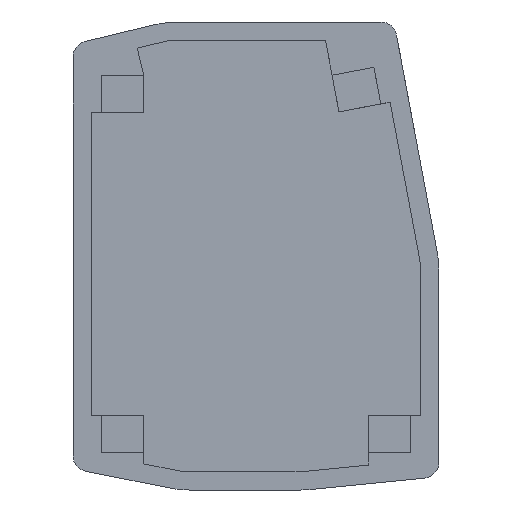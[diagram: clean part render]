
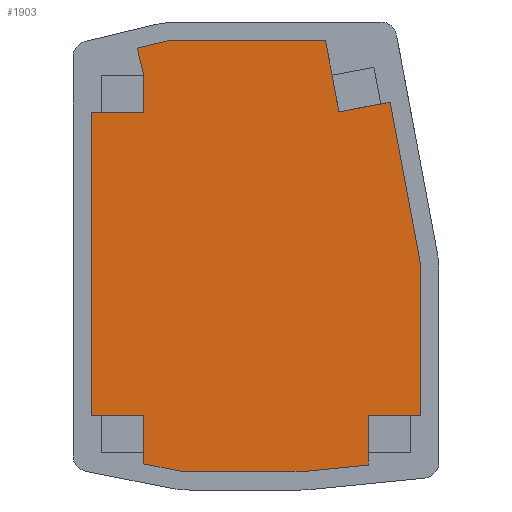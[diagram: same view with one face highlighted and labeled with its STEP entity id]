
A CAD part, front view. The second image highlights one B-rep face of the part: STEP entity #1903.
In plain terms, the highlighted planar face has unit normal (0, -1, 0).
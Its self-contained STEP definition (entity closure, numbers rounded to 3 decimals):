
#134=FACE_OUTER_BOUND('',#227,.T.);
#227=EDGE_LOOP('',(#1489,#1490,#1491,#1492,#1493,#1494,#1495,#1496,#1497,
#1498,#1499,#1500,#1501,#1502,#1503,#1504,#1505));
#301=LINE('',#2600,#533);
#377=LINE('',#2760,#609);
#397=LINE('',#2803,#629);
#401=LINE('',#2811,#633);
#404=LINE('',#2817,#636);
#407=LINE('',#2824,#639);
#411=LINE('',#2833,#643);
#415=LINE('',#2840,#647);
#417=LINE('',#2844,#649);
#458=LINE('',#2951,#690);
#459=LINE('',#2952,#691);
#460=LINE('',#2954,#692);
#461=LINE('',#2955,#693);
#462=LINE('',#2957,#694);
#463=LINE('',#2958,#695);
#464=LINE('',#2960,#696);
#465=LINE('',#2961,#697);
#533=VECTOR('',#2124,10.);
#609=VECTOR('',#2256,10.);
#629=VECTOR('',#2292,10.);
#633=VECTOR('',#2298,10.);
#636=VECTOR('',#2303,10.);
#639=VECTOR('',#2308,10.);
#643=VECTOR('',#2314,10.);
#647=VECTOR('',#2320,10.);
#649=VECTOR('',#2324,10.);
#690=VECTOR('',#2419,10.);
#691=VECTOR('',#2420,10.);
#692=VECTOR('',#2421,10.);
#693=VECTOR('',#2422,10.);
#694=VECTOR('',#2423,10.);
#695=VECTOR('',#2424,10.);
#696=VECTOR('',#2425,10.);
#697=VECTOR('',#2426,10.);
#758=VERTEX_POINT('',#2597);
#759=VERTEX_POINT('',#2599);
#814=VERTEX_POINT('',#2757);
#815=VERTEX_POINT('',#2759);
#829=VERTEX_POINT('',#2801);
#830=VERTEX_POINT('',#2802);
#833=VERTEX_POINT('',#2810);
#835=VERTEX_POINT('',#2816);
#837=VERTEX_POINT('',#2822);
#838=VERTEX_POINT('',#2823);
#841=VERTEX_POINT('',#2831);
#842=VERTEX_POINT('',#2832);
#845=VERTEX_POINT('',#2843);
#884=VERTEX_POINT('',#2950);
#885=VERTEX_POINT('',#2953);
#886=VERTEX_POINT('',#2956);
#887=VERTEX_POINT('',#2959);
#940=EDGE_CURVE('',#759,#758,#301,.T.);
#1020=EDGE_CURVE('',#815,#814,#377,.T.);
#1041=EDGE_CURVE('',#829,#830,#397,.T.);
#1045=EDGE_CURVE('',#830,#833,#401,.T.);
#1048=EDGE_CURVE('',#833,#835,#404,.T.);
#1051=EDGE_CURVE('',#837,#838,#407,.T.);
#1055=EDGE_CURVE('',#841,#842,#411,.T.);
#1059=EDGE_CURVE('',#842,#815,#415,.T.);
#1061=EDGE_CURVE('',#845,#759,#417,.T.);
#1117=EDGE_CURVE('',#838,#884,#458,.T.);
#1118=EDGE_CURVE('',#884,#841,#459,.T.);
#1119=EDGE_CURVE('',#814,#885,#460,.T.);
#1120=EDGE_CURVE('',#885,#845,#461,.T.);
#1121=EDGE_CURVE('',#758,#886,#462,.T.);
#1122=EDGE_CURVE('',#886,#829,#463,.T.);
#1123=EDGE_CURVE('',#835,#887,#464,.T.);
#1124=EDGE_CURVE('',#887,#837,#465,.T.);
#1489=ORIENTED_EDGE('',*,*,#1117,.T.);
#1490=ORIENTED_EDGE('',*,*,#1118,.T.);
#1491=ORIENTED_EDGE('',*,*,#1055,.T.);
#1492=ORIENTED_EDGE('',*,*,#1059,.T.);
#1493=ORIENTED_EDGE('',*,*,#1020,.T.);
#1494=ORIENTED_EDGE('',*,*,#1119,.T.);
#1495=ORIENTED_EDGE('',*,*,#1120,.T.);
#1496=ORIENTED_EDGE('',*,*,#1061,.T.);
#1497=ORIENTED_EDGE('',*,*,#940,.T.);
#1498=ORIENTED_EDGE('',*,*,#1121,.T.);
#1499=ORIENTED_EDGE('',*,*,#1122,.T.);
#1500=ORIENTED_EDGE('',*,*,#1041,.T.);
#1501=ORIENTED_EDGE('',*,*,#1045,.T.);
#1502=ORIENTED_EDGE('',*,*,#1048,.T.);
#1503=ORIENTED_EDGE('',*,*,#1123,.T.);
#1504=ORIENTED_EDGE('',*,*,#1124,.T.);
#1505=ORIENTED_EDGE('',*,*,#1051,.T.);
#1736=PLANE('',#2034);
#1903=ADVANCED_FACE('',(#134),#1736,.F.);
#2034=AXIS2_PLACEMENT_3D('',#2949,#2417,#2418);
#2124=DIRECTION('',(-0.184,0.,0.983));
#2256=DIRECTION('',(0.995,0.,0.1));
#2292=DIRECTION('',(-1.,0.,0.));
#2298=DIRECTION('',(-0.972,0.,-0.233));
#2303=DIRECTION('',(0.233,0.,-0.972));
#2308=DIRECTION('',(0.,0.,-1.));
#2314=DIRECTION('',(0.981,0.,-0.196));
#2320=DIRECTION('',(1.,0.,0.));
#2324=DIRECTION('',(0.,0.,1.));
#2417=DIRECTION('center_axis',(0.,1.,0.));
#2418=DIRECTION('ref_axis',(0.,0.,1.));
#2419=DIRECTION('',(1.,0.,0.));
#2420=DIRECTION('',(0.,0.,-1.));
#2421=DIRECTION('',(0.,0.,1.));
#2422=DIRECTION('',(1.,0.,0.));
#2423=DIRECTION('',(-0.983,0.,-0.184));
#2424=DIRECTION('',(-0.184,0.,0.983));
#2425=DIRECTION('',(0.,0.,-1.));
#2426=DIRECTION('',(-1.,0.,0.));
#2597=CARTESIAN_POINT('',(-77.407,0.,222.858));
#2599=CARTESIAN_POINT('',(-71.735,0.,192.607));
#2600=CARTESIAN_POINT('',(-75.216,0.,211.171));
#2757=CARTESIAN_POINT('',(-81.535,0.,154.619));
#2759=CARTESIAN_POINT('',(-93.41,0.,153.432));
#2760=CARTESIAN_POINT('',(-90.035,0.,153.769));
#2801=CARTESIAN_POINT('',(-89.548,0.,234.432));
#2802=CARTESIAN_POINT('',(-119.121,0.,234.432));
#2803=CARTESIAN_POINT('',(-110.878,0.,234.432));
#2810=CARTESIAN_POINT('',(-124.959,0.,233.031));
#2811=CARTESIAN_POINT('',(-118.841,0.,234.499));
#2816=CARTESIAN_POINT('',(-123.735,0.,227.932));
#2817=CARTESIAN_POINT('',(-119.303,0.,209.464));
#2822=CARTESIAN_POINT('',(-133.535,0.,220.932));
#2823=CARTESIAN_POINT('',(-133.535,0.,163.932));
#2824=CARTESIAN_POINT('',(-133.535,0.,178.932));
#2831=CARTESIAN_POINT('',(-123.735,0.,154.841));
#2832=CARTESIAN_POINT('',(-116.689,0.,153.432));
#2833=CARTESIAN_POINT('',(-113.826,0.,152.859));
#2840=CARTESIAN_POINT('',(-98.022,0.,153.432));
#2843=CARTESIAN_POINT('',(-71.735,0.,163.932));
#2844=CARTESIAN_POINT('',(-71.735,0.,193.269));
#2949=CARTESIAN_POINT('Origin',(-102.635,0.,193.932));
#2950=CARTESIAN_POINT('',(-123.735,0.,163.932));
#2951=CARTESIAN_POINT('',(-117.185,0.,163.932));
#2952=CARTESIAN_POINT('',(-123.735,0.,175.432));
#2953=CARTESIAN_POINT('',(-81.535,0.,163.932));
#2954=CARTESIAN_POINT('',(-81.535,0.,175.432));
#2955=CARTESIAN_POINT('',(-88.085,0.,163.932));
#2956=CARTESIAN_POINT('',(-87.039,0.,221.052));
#2957=CARTESIAN_POINT('',(-93.097,0.,219.916));
#2958=CARTESIAN_POINT('',(-85.493,0.,212.805));
#2959=CARTESIAN_POINT('',(-123.735,0.,220.932));
#2960=CARTESIAN_POINT('',(-123.735,0.,207.432));
#2961=CARTESIAN_POINT('',(-117.185,0.,220.932));
